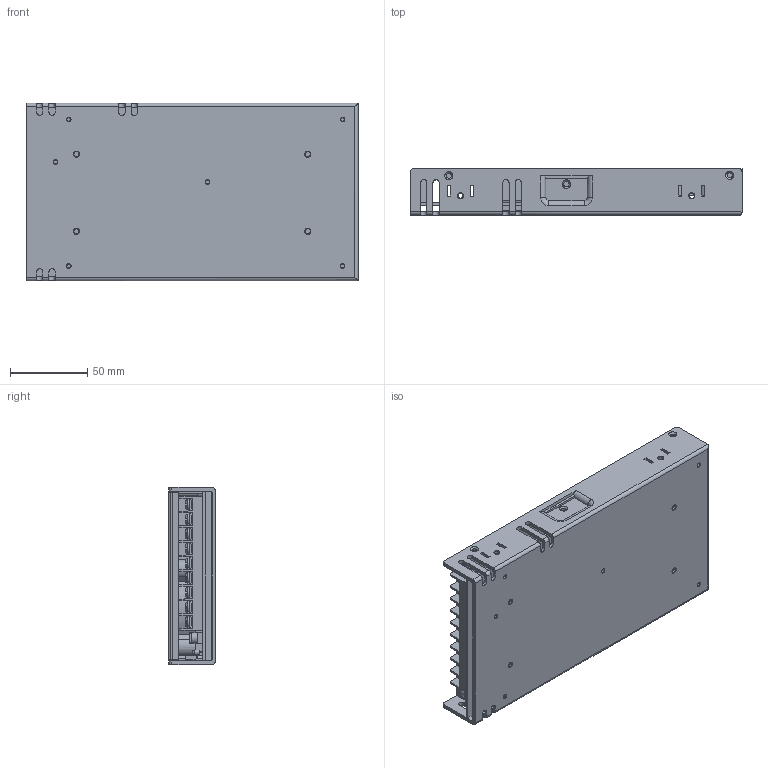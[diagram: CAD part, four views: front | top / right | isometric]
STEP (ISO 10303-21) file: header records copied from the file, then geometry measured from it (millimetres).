
FILE_DESCRIPTION((''),'2;1');
FILE_NAME('MEANWELL_LRS-350-24','2020-06-16T13:53:28',('cdl17'),(''),'CREO PARAMETRIC BY PTC INC, 2019080','CREO PARAMETRIC BY PTC INC, 2019080','');
FILE_SCHEMA(('CONFIG_CONTROL_DESIGN'));
Length unit declared in the file: millimetre
Products named in the file (1): MEANWELL_LRS-350-24
Bounding box: 215.2 x 30.05 x 115 mm (x, y, z)
Volume: 166122.9 mm3; surface area: 192209.7 mm2
Topology: 1 solids, 2 shells, 1466 faces, 4050 edges, 2626 vertices
Faces by surface type: plane 813, cylinder 278, extrusion 169, bspline 94, cone 82, torus 28, sphere 2
Entity records: 53829 total; most frequent: CARTESIAN_POINT 16997, ORIENTED_EDGE 8096, DIRECTION 6829, EDGE_CURVE 4048, VECTOR 2691, VERTEX_POINT 2626, LINE 2522, AXIS2_PLACEMENT_3D 2069
